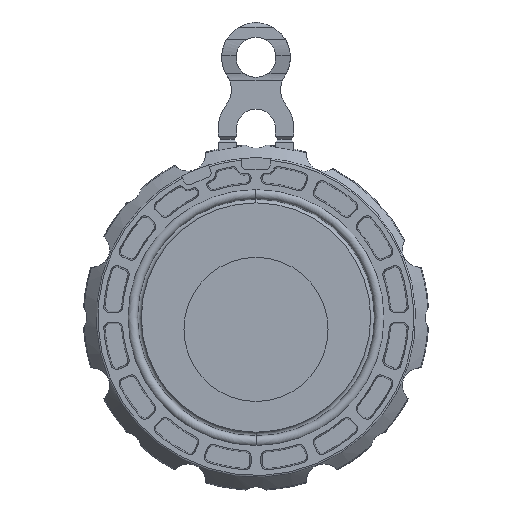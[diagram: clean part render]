
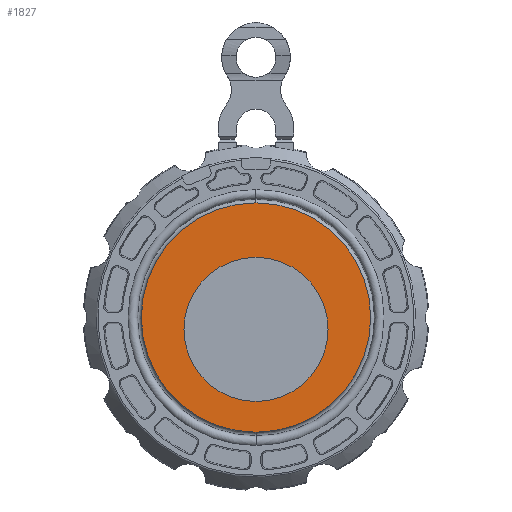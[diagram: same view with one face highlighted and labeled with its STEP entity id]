
A CAD part, left-side view. The second image highlights one B-rep face of the part: STEP entity #1827.
In plain terms, the highlighted planar face has unit normal (-1, 0, 0).
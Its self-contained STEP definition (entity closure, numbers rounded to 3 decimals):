
#1827=ADVANCED_FACE('',(#3681,#3682),#3683,.T.);
#3681=FACE_BOUND('',#5528,.T.);
#3682=FACE_OUTER_BOUND('',#5529,.T.);
#3683=PLANE('',#5530);
#5528=EDGE_LOOP('',(#11311,#11312));
#5529=EDGE_LOOP('',(#11313,#11314));
#5530=AXIS2_PLACEMENT_3D('',#11315,#11316,#11317);
#11311=ORIENTED_EDGE('',*,*,#11463,.T.);
#11312=ORIENTED_EDGE('',*,*,#13618,.T.);
#11313=ORIENTED_EDGE('',*,*,#11468,.T.);
#11314=ORIENTED_EDGE('',*,*,#13614,.T.);
#11315=CARTESIAN_POINT('',(-11.5,-36.968,15.313));
#11316=DIRECTION('',(-1.0,0.0,0.0));
#11317=DIRECTION('',(0.0,0.924,-0.383));
#11463=EDGE_CURVE('',#13847,#13851,#13853,.T.);
#11468=EDGE_CURVE('',#13856,#13860,#13862,.T.);
#13614=EDGE_CURVE('',#13860,#13856,#17014,.T.);
#13618=EDGE_CURVE('',#13851,#13847,#17018,.T.);
#13847=VERTEX_POINT('',#17738);
#13851=VERTEX_POINT('',#17743);
#13853=CIRCLE('',#17746,36.5);
#13856=VERTEX_POINT('',#17749);
#13860=VERTEX_POINT('',#17754);
#13862=CIRCLE('',#17757,58.1);
#17014=CIRCLE('',#24844,58.1);
#17018=CIRCLE('',#24848,36.5);
#17738=CARTESIAN_POINT('',(-11.5,0.0,-42.5));
#17743=CARTESIAN_POINT('',(-11.5,0.,30.5));
#17746=AXIS2_PLACEMENT_3D('',#25084,#25085,#25086);
#17749=CARTESIAN_POINT('',(-11.5,0.0,-58.1));
#17754=CARTESIAN_POINT('',(-11.5,0.,58.1));
#17757=AXIS2_PLACEMENT_3D('',#25092,#25093,#25094);
#24844=AXIS2_PLACEMENT_3D('',#27679,#27680,#27681);
#24848=AXIS2_PLACEMENT_3D('',#27685,#27686,#27687);
#25084=CARTESIAN_POINT('',(-11.5,0.0,-6.0));
#25085=DIRECTION('',(1.0,-0.0,0.0));
#25086=DIRECTION('',(0.0,0.0,-1.0));
#25092=CARTESIAN_POINT('',(-11.5,0.0,0.0));
#25093=DIRECTION('',(-1.0,0.0,0.0));
#25094=DIRECTION('',(0.0,0.0,-1.0));
#27679=CARTESIAN_POINT('',(-11.5,0.0,0.0));
#27680=DIRECTION('',(-1.0,0.0,0.0));
#27681=DIRECTION('',(0.0,0.0,-1.0));
#27685=CARTESIAN_POINT('',(-11.5,0.0,-6.0));
#27686=DIRECTION('',(1.0,-0.0,0.0));
#27687=DIRECTION('',(0.0,0.0,-1.0));
